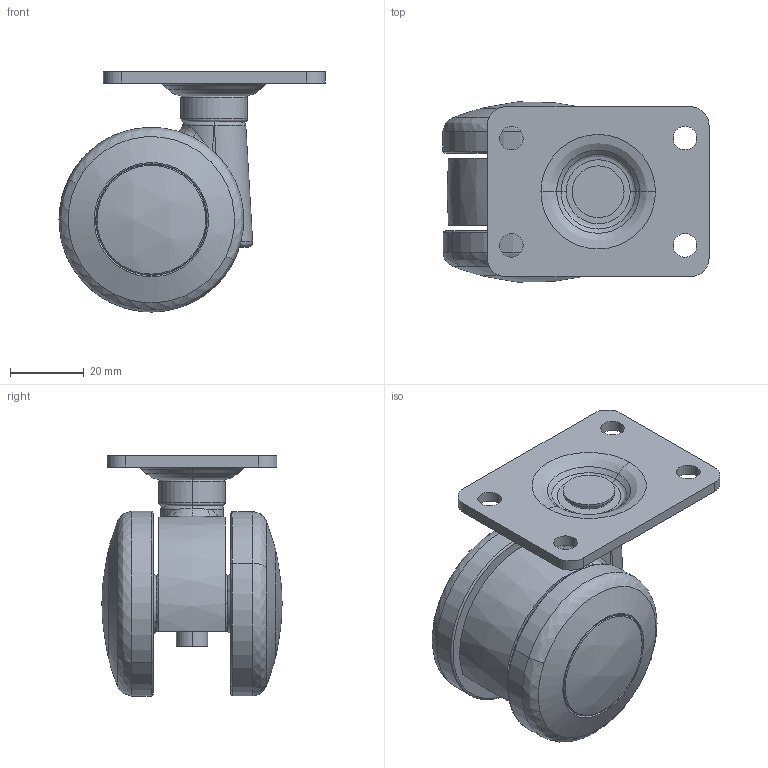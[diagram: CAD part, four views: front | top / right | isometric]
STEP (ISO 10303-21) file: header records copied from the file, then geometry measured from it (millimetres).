
FILE_DESCRIPTION( (''), '2;1');
FILE_NAME ('PC003.16728.TCA_A50BF47X29_2324.stp','2022-11-04T14:47:56',(''),(''),'spGate 18.9.1 (****-****-****-****)','','');
FILE_SCHEMA (('AUTOMOTIVE_DESIGN'));
Length unit declared in the file: millimetre
Products named in the file (4): Assembly; A50 _{__; MY6 ____; 56YF47X29 ___t__
Assembly tree (4 placements, depth 2):
  Assembly
    A50 _{__
    MY6 ____  x2
    56YF47X29 ___t__
Bounding box: 72 x 48.79 x 65 mm (x, y, z)
Volume: 70649.3 mm3; surface area: 30496.6 mm2
Topology: 4 solids, 4 shells, 166 faces, 376 edges, 232 vertices
Faces by surface type: bspline 71, cylinder 61, plane 30, sphere 4
Entity records: 10790 total; most frequent: CARTESIAN_POINT 5432, ORIENTED_EDGE 618, DIRECTION 518, COLOUR_RGB 448, PRESENTATION_STYLE_ASSIGNMENT 448, STYLED_ITEM 448, EDGE_CURVE 309, DRAUGHTING_PRE_DEFINED_CURVE_FONT 309
